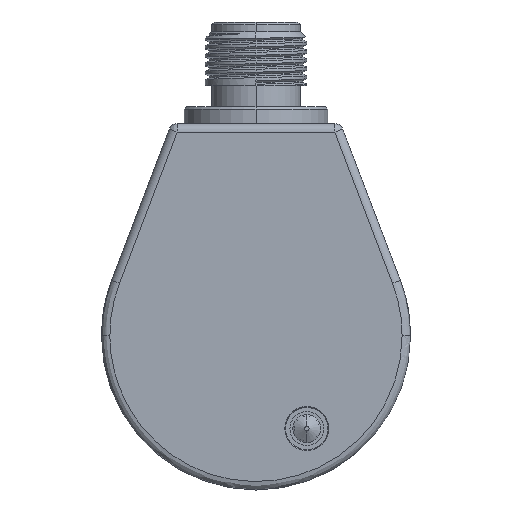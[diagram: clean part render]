
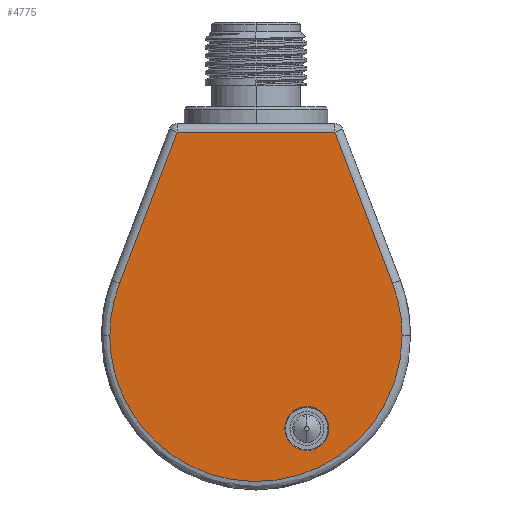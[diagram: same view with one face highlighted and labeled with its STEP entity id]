
A CAD part, front view. The second image highlights one B-rep face of the part: STEP entity #4775.
In plain terms, the highlighted planar face has unit normal (0, -1, 0).
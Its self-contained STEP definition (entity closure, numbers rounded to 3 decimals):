
#276 = DIRECTION ( 'NONE',  ( -0.356, 0., 0.934 ) ) ;
#320 = CARTESIAN_POINT ( 'NONE',  ( 8.6, -13., -11. ) ) ;
#546 = LINE ( 'NONE', #8379, #2152 ) ;
#867 = EDGE_CURVE ( 'NONE', #2351, #2543, #5408, .T. ) ;
#922 = DIRECTION ( 'NONE',  ( -1., 0., 0. ) ) ;
#976 = CARTESIAN_POINT ( 'NONE',  ( 17.25, -13., 2.106 ) ) ;
#1389 = DIRECTION ( 'NONE',  ( 0., 1., 0. ) ) ;
#1651 = CARTESIAN_POINT ( 'NONE',  ( 16.118, -13., 6.145 ) ) ;
#1665 = CARTESIAN_POINT ( 'NONE',  ( -17.25, -13., -34.5 ) ) ;
#1893 = CIRCLE ( 'NONE', #2622, 2.6 ) ;
#2018 = CARTESIAN_POINT ( 'NONE',  ( 6., -13., -11. ) ) ;
#2052 = CARTESIAN_POINT ( 'NONE',  ( -9.311, -13., 24. ) ) ;
#2117 = DIRECTION ( 'NONE',  ( -0.356, 0., -0.934 ) ) ;
#2119 = EDGE_CURVE ( 'NONE', #7059, #2145, #2195, .T. ) ;
#2145 = VERTEX_POINT ( 'NONE', #8318 ) ;
#2152 = VECTOR ( 'NONE', #276, 1000. ) ;
#2195 = LINE ( 'NONE', #4299, #3948 ) ;
#2351 = VERTEX_POINT ( 'NONE', #5808 ) ;
#2543 = VERTEX_POINT ( 'NONE', #3974 ) ;
#2606 = CARTESIAN_POINT ( 'NONE',  ( -17.25, -13., 0. ) ) ;
#2622 = AXIS2_PLACEMENT_3D ( 'NONE', #5436, #1389, #6120 ) ;
#2687 = ORIENTED_EDGE ( 'NONE', *, *, #7104, .F. ) ;
#2695 = DIRECTION ( 'NONE',  ( -1., 0., 0. ) ) ;
#2810 = ORIENTED_EDGE ( 'NONE', *, *, #6819, .F. ) ;
#3025 = FACE_OUTER_BOUND ( 'NONE', #6720, .T. ) ;
#3029 = VERTEX_POINT ( 'NONE', #4970 ) ;
#3056 = EDGE_LOOP ( 'NONE', ( #5858, #7531 ) ) ;
#3277 = CARTESIAN_POINT ( 'NONE',  ( -17.25, -13., 2.106 ) ) ;
#3599 = EDGE_CURVE ( 'NONE', #2351, #7059, #546, .T. ) ;
#3615 = CARTESIAN_POINT ( 'NONE',  ( -17.25, -13., 0. ) ) ;
#3828 = CARTESIAN_POINT ( 'NONE',  ( 0., -13., 0. ) ) ;
#3852 = CARTESIAN_POINT ( 'NONE',  ( 9.311, -13., 24. ) ) ;
#3931 = CARTESIAN_POINT ( 'NONE',  ( -16.118, -13., 6.145 ) ) ;
#3948 = VECTOR ( 'NONE', #922, 1000. ) ;
#3974 = CARTESIAN_POINT ( 'NONE',  ( 17.25, -13., 0. ) ) ;
#4174 = AXIS2_PLACEMENT_3D ( 'NONE', #2018, #6744, #2695 ) ;
#4180 = ORIENTED_EDGE ( 'NONE', *, *, #2119, .T. ) ;
#4299 = CARTESIAN_POINT ( 'NONE',  ( 0., -13., 24. ) ) ;
#4447 = ORIENTED_EDGE ( 'NONE', *, *, #3599, .T. ) ;
#4517 = DIRECTION ( 'NONE',  ( -1., 0., 0. ) ) ;
#4775 = ADVANCED_FACE ( 'NONE', ( #3025, #8216 ), #7875, .T. ) ;
#4957 =( BOUNDED_CURVE ( )  B_SPLINE_CURVE ( 3, ( #2606, #3277, #8012, #3931 ),
 .UNSPECIFIED., .F., .T. ) 
 B_SPLINE_CURVE_WITH_KNOTS ( ( 4, 4 ),
 ( 0., 1. ),
 .UNSPECIFIED. ) 
 CURVE ( )  GEOMETRIC_REPRESENTATION_ITEM ( )  RATIONAL_B_SPLINE_CURVE ( ( 1., 0.989, 0.989, 1. ) ) 
 REPRESENTATION_ITEM ( '' )  );
#4970 = CARTESIAN_POINT ( 'NONE',  ( -16.118, -13., 6.145 ) ) ;
#5012 = CARTESIAN_POINT ( 'NONE',  ( 17.25, -13., 0. ) ) ;
#5237 = CIRCLE ( 'NONE', #4174, 2.6 ) ;
#5408 =( BOUNDED_CURVE ( )  B_SPLINE_CURVE ( 3, ( #1651, #5704, #976, #6401 ),
 .UNSPECIFIED., .F., .F. ) 
 B_SPLINE_CURVE_WITH_KNOTS ( ( 4, 4 ),
 ( 0., 1. ),
 .UNSPECIFIED. ) 
 CURVE ( )  GEOMETRIC_REPRESENTATION_ITEM ( )  RATIONAL_B_SPLINE_CURVE ( ( 1., 0.989, 0.989, 1. ) ) 
 REPRESENTATION_ITEM ( '' )  );
#5436 = CARTESIAN_POINT ( 'NONE',  ( 6., -13., -11. ) ) ;
#5460 = EDGE_CURVE ( 'NONE', #2145, #3029, #7688, .T. ) ;
#5704 = CARTESIAN_POINT ( 'NONE',  ( 16.869, -13., 4.177 ) ) ;
#5808 = CARTESIAN_POINT ( 'NONE',  ( 16.118, -13., 6.145 ) ) ;
#5858 = ORIENTED_EDGE ( 'NONE', *, *, #8692, .T. ) ;
#6103 = VECTOR ( 'NONE', #2117, 1000. ) ;
#6120 = DIRECTION ( 'NONE',  ( -1., 0., 0. ) ) ;
#6156 = VERTEX_POINT ( 'NONE', #3615 ) ;
#6326 = CARTESIAN_POINT ( 'NONE',  ( 17.25, -13., -34.5 ) ) ;
#6401 = CARTESIAN_POINT ( 'NONE',  ( 17.25, -13., 0. ) ) ;
#6409 = CARTESIAN_POINT ( 'NONE',  ( -17.25, -13., 0. ) ) ;
#6720 = EDGE_LOOP ( 'NONE', ( #2810, #7501, #4447, #4180, #7593, #2687 ) ) ;
#6744 = DIRECTION ( 'NONE',  ( 0., 1., 0. ) ) ;
#6803 = VERTEX_POINT ( 'NONE', #320 ) ;
#6819 = EDGE_CURVE ( 'NONE', #2543, #6156, #7753, .T. ) ;
#6948 = VERTEX_POINT ( 'NONE', #7849 ) ;
#7059 = VERTEX_POINT ( 'NONE', #3852 ) ;
#7104 = EDGE_CURVE ( 'NONE', #6156, #3029, #4957, .T. ) ;
#7501 = ORIENTED_EDGE ( 'NONE', *, *, #867, .F. ) ;
#7531 = ORIENTED_EDGE ( 'NONE', *, *, #8077, .T. ) ;
#7593 = ORIENTED_EDGE ( 'NONE', *, *, #5460, .T. ) ;
#7688 = LINE ( 'NONE', #2052, #6103 ) ;
#7753 =( BOUNDED_CURVE ( )  B_SPLINE_CURVE ( 3, ( #5012, #6326, #1665, #6409 ),
 .UNSPECIFIED., .F., .T. ) 
 B_SPLINE_CURVE_WITH_KNOTS ( ( 4, 4 ),
 ( 0., 1. ),
 .UNSPECIFIED. ) 
 CURVE ( )  GEOMETRIC_REPRESENTATION_ITEM ( )  RATIONAL_B_SPLINE_CURVE ( ( 1., 0.333, 0.333, 1. ) ) 
 REPRESENTATION_ITEM ( '' )  );
#7849 = CARTESIAN_POINT ( 'NONE',  ( 3.4, -13., -11. ) ) ;
#7875 = PLANE ( 'NONE',  #8460 ) ;
#8012 = CARTESIAN_POINT ( 'NONE',  ( -16.869, -13., 4.177 ) ) ;
#8077 = EDGE_CURVE ( 'NONE', #6803, #6948, #5237, .T. ) ;
#8216 = FACE_BOUND ( 'NONE', #3056, .T. ) ;
#8318 = CARTESIAN_POINT ( 'NONE',  ( -9.311, -13., 24. ) ) ;
#8379 = CARTESIAN_POINT ( 'NONE',  ( 16.118, -13., 6.145 ) ) ;
#8460 = AXIS2_PLACEMENT_3D ( 'NONE', #3828, #8577, #4517 ) ;
#8577 = DIRECTION ( 'NONE',  ( 0., -1., 0. ) ) ;
#8692 = EDGE_CURVE ( 'NONE', #6948, #6803, #1893, .T. ) ;
